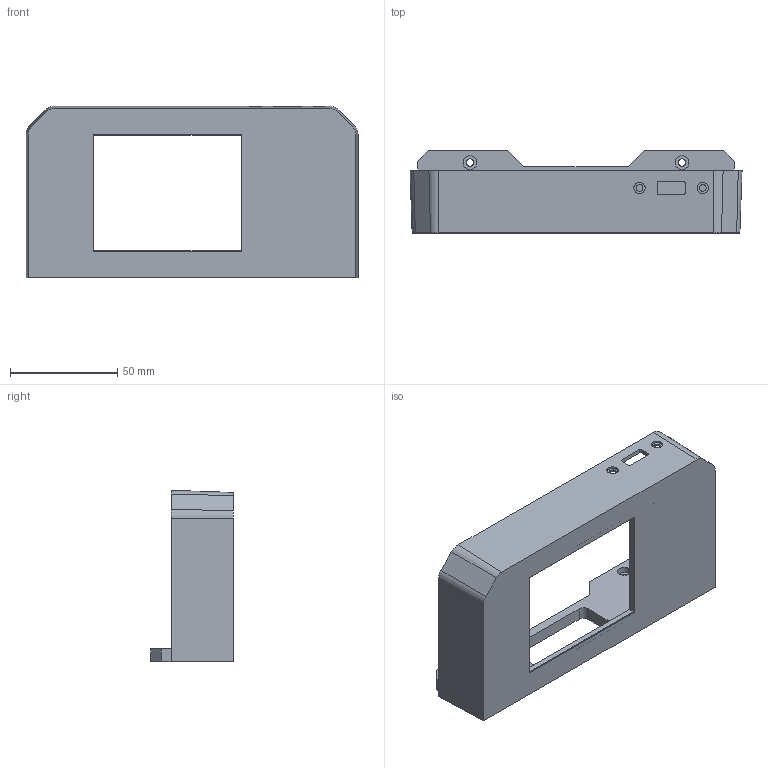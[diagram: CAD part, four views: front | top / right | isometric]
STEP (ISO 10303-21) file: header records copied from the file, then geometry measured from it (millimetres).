
FILE_DESCRIPTION( ( '' ), ' ' );
FILE_NAME( '5e45fdeec15f6115a7492102.step', '2020-02-14T01:54:54', ( '' ), ( '' ), ' ', ' ', ' ' );
FILE_SCHEMA( ( 'AUTOMOTIVE_DESIGN { 1 0 10303 214 1 1 1 1 }' ) );
Length unit declared in the file: metre
Products named in the file (1): MKS TFT3.2 v3.0 control panel
Bounding box: 155.03 x 38.5 x 80.01 mm (x, y, z)
Volume: 73566.4 mm3; surface area: 42878.4 mm2
Topology: 1 solids, 1 shells, 85 faces, 226 edges, 148 vertices
Faces by surface type: plane 49, cylinder 24, cone 12
Full cylindrical faces by diameter (mm): 2.5 x4, 3.2 x2, 3.5 x2, 5.3 x2, 6.5 x2
Entity records: 3204 total; most frequent: DIRECTION 430, CARTESIAN_POINT 428, ORIENTED_EDGE 396, EDGE_CURVE 198, AXIS2_PLACEMENT_3D 146, VERTEX_POINT 144, LINE 138, VECTOR 138
